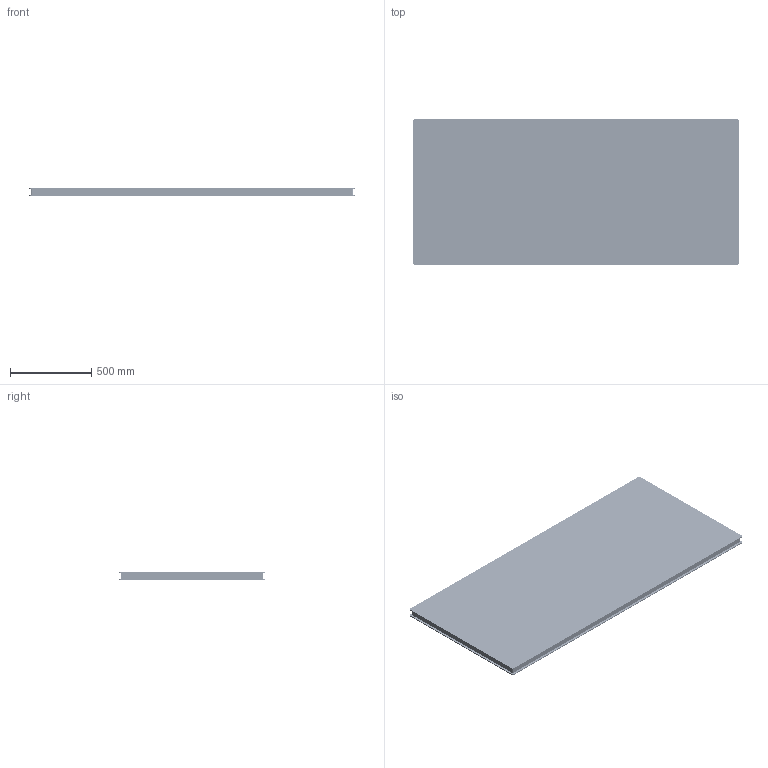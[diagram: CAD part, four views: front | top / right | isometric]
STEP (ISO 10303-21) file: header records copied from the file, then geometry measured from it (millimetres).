
FILE_DESCRIPTION (( 'STEP AP203' ), '1' );
FILE_NAME ('516059.STEP', '2024-06-19T02:01:01', ( '' ), ( '' ), 'SwSTEP 2.0', 'SolidWorks 2020', '' );
FILE_SCHEMA (( 'CONFIG_CONTROL_DESIGN' ));
Products named in the file (1): 516059
Bounding box: 2000 x 900 x 50 mm (x, y, z)
Volume: 86740845.3 mm3; surface area: 4307927.2 mm2
Topology: 1 solids, 1 shells, 8016 faces, 16080 edges, 10720 vertices
Faces by surface type: cylinder 5320, plane 2696
Entity records: 214161 total; most frequent: DIRECTION 42754, CARTESIAN_POINT 34817, ORIENTED_EDGE 32160, AXIS2_PLACEMENT_3D 18657, EDGE_CURVE 16080, VERTEX_POINT 10720, EDGE_LOOP 10670, CIRCLE 10640
